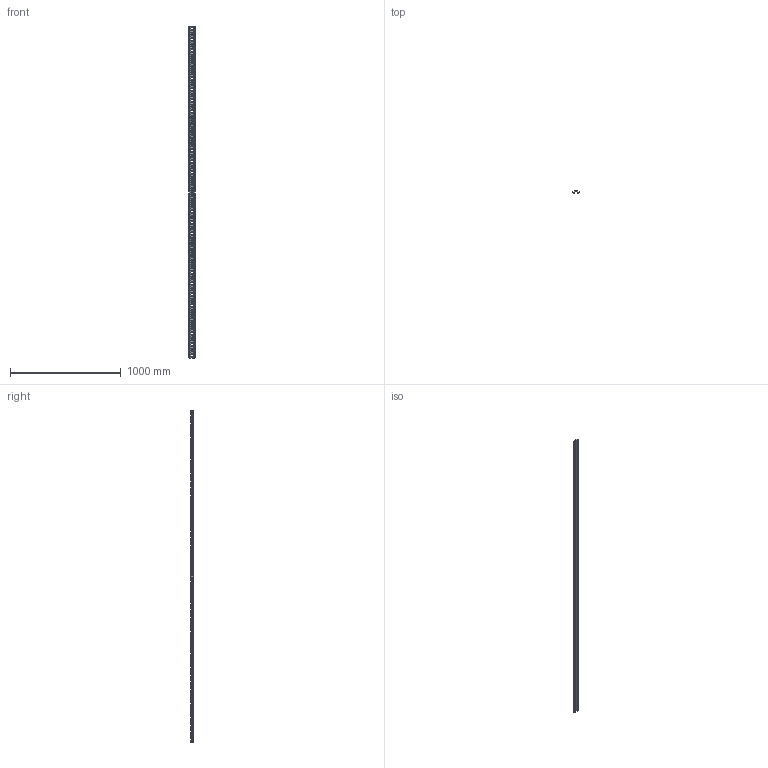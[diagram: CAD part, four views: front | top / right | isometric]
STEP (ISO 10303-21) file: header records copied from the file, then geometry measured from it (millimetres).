
FILE_DESCRIPTION (( 'STEP AP214' ), '1' );
FILE_NAME ('6364802.stp', '2017-03-28T09:06:43', ( '' ), ( '' ), 'SwSTEP 2.0', 'SolidWorks 2016', '' );
FILE_SCHEMA (( 'AUTOMOTIVE_DESIGN' ));
Length unit declared in the file: millimetre
Products named in the file (1): 6364802
Bounding box: 59.98 x 20 x 2994 mm (x, y, z)
Volume: 542733.8 mm3; surface area: 565390.9 mm2
Topology: 1 solids, 1 shells, 810 faces, 2424 edges, 1616 vertices
Faces by surface type: plane 630, cylinder 180
Entity records: 27322 total; most frequent: CARTESIAN_POINT 4851, ORIENTED_EDGE 4848, DIRECTION 4406, EDGE_CURVE 2424, VECTOR 2064, LINE 2064, VERTEX_POINT 1616, AXIS2_PLACEMENT_3D 1171
